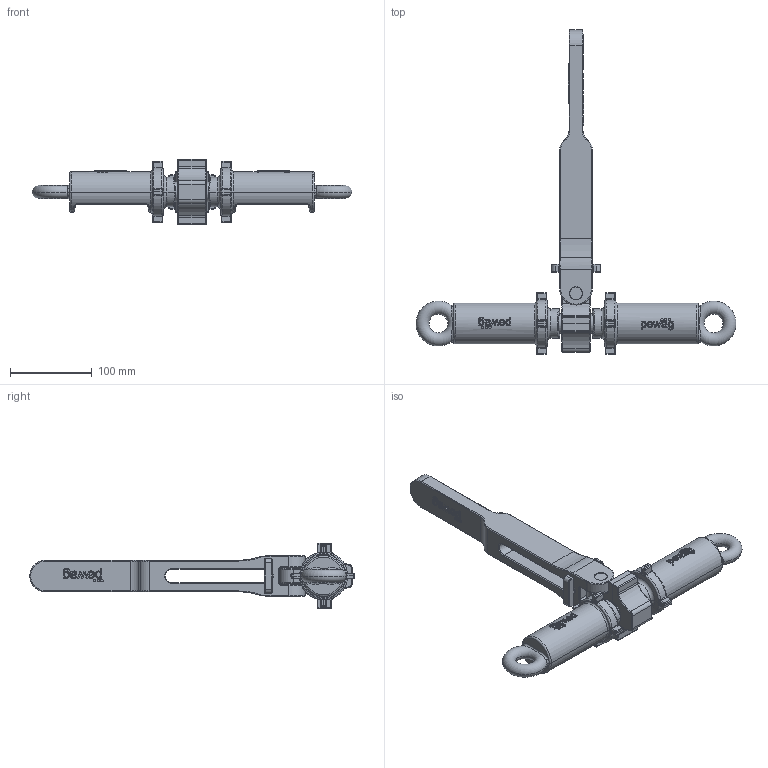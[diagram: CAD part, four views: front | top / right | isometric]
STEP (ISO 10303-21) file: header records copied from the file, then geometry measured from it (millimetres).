
FILE_DESCRIPTION(/* description */ (''),/* implementation_level */ '2;1');
FILE_NAME(/* name */ 'RSKWP 10_customer model.stp',/* time_stamp */ '2022-06-29T18:08:41+02:00',/* author */ (''),/* organization */ (''),/* preprocessor_version */ 'ST-DEVELOPER v16',/* originating_system */ 'SIEMENS PLM Software NX 11.0',/* authorisation */ '');
FILE_SCHEMA (('AUTOMOTIVE_DESIGN { 1 0 10303 214 3 1 1 1 }'));
Length unit declared in the file: millimetre
Products named in the file (1): baf41402AD18eoy
Bounding box: 391.79 x 397.17 x 80 mm (x, y, z)
Volume: 847728.5 mm3; surface area: 186886.6 mm2
Topology: 9 solids, 9 shells, 1231 faces, 3046 edges, 1814 vertices
Faces by surface type: plane 357, cylinder 286, extrusion 268, torus 125, bspline 122, sphere 48, cone 25
Full cylindrical faces by diameter (mm): 3.3 x1, 4 x1, 5 x1, 5.8 x1, 6 x3, 6.2 x1, 14 x2, 15.5 x1, 16 x3, 24 x3, 34 x2
Entity records: 44338 total; most frequent: CARTESIAN_POINT 17573, ORIENTED_EDGE 5818, DIRECTION 4793, EDGE_CURVE 2909, VERTEX_POINT 1795, AXIS2_PLACEMENT_3D 1687, VECTOR 1419, EDGE_LOOP 1349
